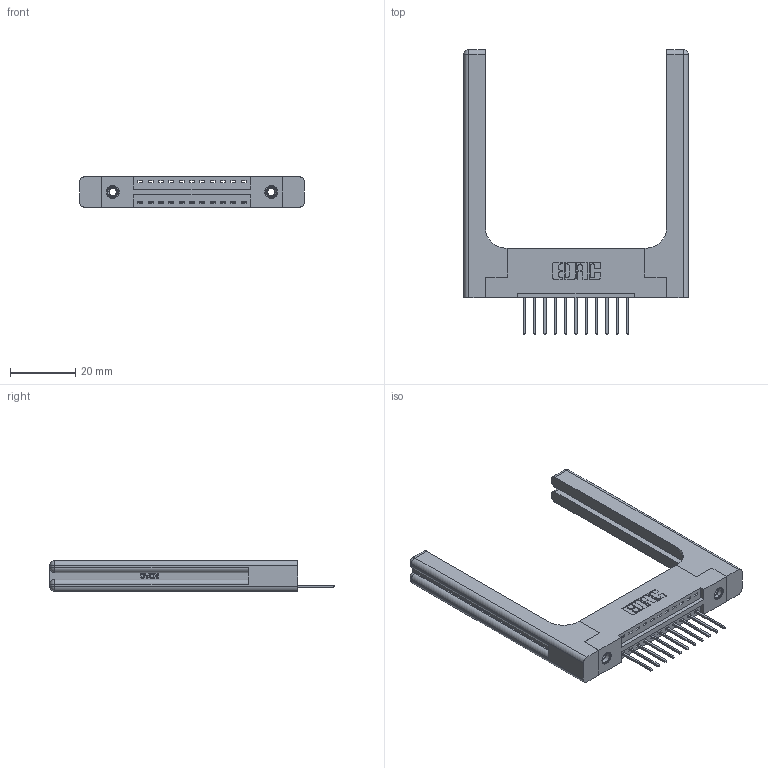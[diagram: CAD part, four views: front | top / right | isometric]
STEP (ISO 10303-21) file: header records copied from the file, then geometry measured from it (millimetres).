
FILE_DESCRIPTION (( 'STEP AP203' ), '1' );
FILE_NAME ('346-011-522-158.STEP', '2022-05-05T01:07:25', ( '' ), ( '' ), 'SwSTEP 2.0', 'SolidWorks 2020', '' );
FILE_SCHEMA (( 'CONFIG_CONTROL_DESIGN' ));
Length unit declared in the file: inch
Products named in the file (5): 345-250-001_345-250-001-102; 346-220-058_345-220-058; 346-011-522-158; 346 Part_Flush Mounting Lugs - 0.156 Dia-TH; 345-292-001_345-293-122
Assembly tree (16 placements, depth 2):
  346-011-522-158
    346 Part_Flush Mounting Lugs - 0.156 Dia-TH
    345-292-001_345-293-122  x11
    345-250-001_345-250-001-102  x2
    346-220-058_345-220-058  x2
Bounding box: 68.99 x 87.38 x 9.4 mm (x, y, z)
Volume: 13891.6 mm3; surface area: 12873.5 mm2
Topology: 16 solids, 16 shells, 1030 faces, 2967 edges, 1942 vertices
Faces by surface type: plane 678, cylinder 292, bspline 36, cone 12, sphere 8, torus 4
Entity records: 16616 total; most frequent: CARTESIAN_POINT 3840, ORIENTED_EDGE 2580, DIRECTION 2356, EDGE_CURVE 1290, LINE 1022, VECTOR 1022, VERTEX_POINT 850, AXIS2_PLACEMENT_3D 667
